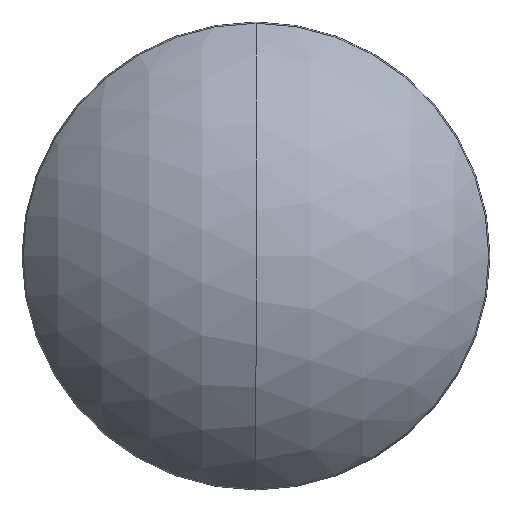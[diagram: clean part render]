
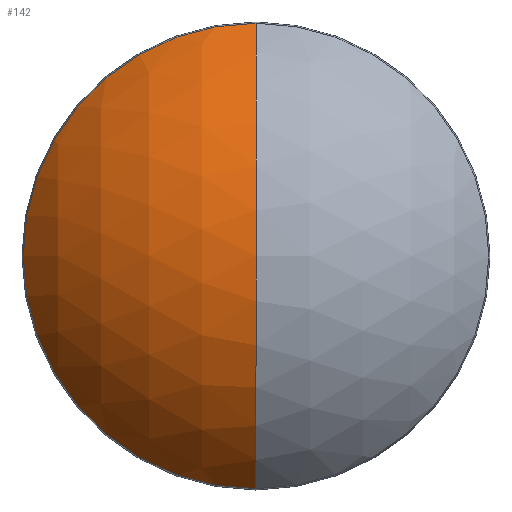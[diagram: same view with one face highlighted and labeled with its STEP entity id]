
A CAD part, top view. The second image highlights one B-rep face of the part: STEP entity #142.
In plain terms, the highlighted spherical face has radius 30.6 mm.
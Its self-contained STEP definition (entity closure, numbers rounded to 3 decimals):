
#9 = VERTEX_POINT ( 'NONE', #224 ) ;
#10 = EDGE_CURVE ( 'NONE', #362, #207, #23, .T. ) ;
#11 = FACE_OUTER_BOUND ( 'NONE', #130, .T. ) ;
#22 = DIRECTION ( 'NONE',  ( 0., -1., 0. ) ) ;
#23 = CIRCLE ( 'NONE', #93, 25.262 ) ;
#24 = CARTESIAN_POINT ( 'NONE',  ( -25.262, 0., -6.212 ) ) ;
#47 = CARTESIAN_POINT ( 'NONE',  ( 0., 25.262, -6.212 ) ) ;
#51 = DIRECTION ( 'NONE',  ( -1., 0., 0. ) ) ;
#62 = ORIENTED_EDGE ( 'NONE', *, *, #318, .T. ) ;
#65 = CARTESIAN_POINT ( 'NONE',  ( 0., -25.262, -6.212 ) ) ;
#93 = AXIS2_PLACEMENT_3D ( 'NONE', #167, #196, #51 ) ;
#96 = ORIENTED_EDGE ( 'NONE', *, *, #334, .T. ) ;
#105 = DIRECTION ( 'NONE',  ( 0., 0., 1. ) ) ;
#120 = AXIS2_PLACEMENT_3D ( 'NONE', #271, #105, #300 ) ;
#130 = EDGE_LOOP ( 'NONE', ( #218, #62, #96, #344 ) ) ;
#135 = DIRECTION ( 'NONE',  ( 1., 0., 0. ) ) ;
#139 = AXIS2_PLACEMENT_3D ( 'NONE', #358, #194, #22 ) ;
#142 = ADVANCED_FACE ( 'NONE', ( #11 ), #186, .T. ) ;
#155 = VERTEX_POINT ( 'NONE', #65 ) ;
#167 = CARTESIAN_POINT ( 'NONE',  ( 0., 0., -6.212 ) ) ;
#183 = AXIS2_PLACEMENT_3D ( 'NONE', #302, #135, #328 ) ;
#184 = DIRECTION ( 'NONE',  ( 0., 1., 0. ) ) ;
#186 = SPHERICAL_SURFACE ( 'NONE', #315, 30.6 ) ;
#194 = DIRECTION ( 'NONE',  ( -1., 0., 0. ) ) ;
#196 = DIRECTION ( 'NONE',  ( 0., 0., 1. ) ) ;
#207 = VERTEX_POINT ( 'NONE', #24 ) ;
#218 = ORIENTED_EDGE ( 'NONE', *, *, #10, .T. ) ;
#224 = CARTESIAN_POINT ( 'NONE',  ( 0., 0., 7.12 ) ) ;
#254 = CIRCLE ( 'NONE', #183, 30.6 ) ;
#259 = DIRECTION ( 'NONE',  ( -1., 0., 0. ) ) ;
#271 = CARTESIAN_POINT ( 'NONE',  ( 0., 0., -6.212 ) ) ;
#300 = DIRECTION ( 'NONE',  ( -1., 0., 0. ) ) ;
#302 = CARTESIAN_POINT ( 'NONE',  ( 0., 0., -23.48 ) ) ;
#312 = CIRCLE ( 'NONE', #120, 25.262 ) ;
#315 = AXIS2_PLACEMENT_3D ( 'NONE', #347, #259, #184 ) ;
#318 = EDGE_CURVE ( 'NONE', #207, #155, #312, .T. ) ;
#323 = CIRCLE ( 'NONE', #139, 30.6 ) ;
#328 = DIRECTION ( 'NONE',  ( 0., 0., -1. ) ) ;
#334 = EDGE_CURVE ( 'NONE', #155, #9, #323, .T. ) ;
#344 = ORIENTED_EDGE ( 'NONE', *, *, #355, .F. ) ;
#347 = CARTESIAN_POINT ( 'NONE',  ( 0., 0., -23.48 ) ) ;
#355 = EDGE_CURVE ( 'NONE', #362, #9, #254, .T. ) ;
#358 = CARTESIAN_POINT ( 'NONE',  ( 0., 0., -23.48 ) ) ;
#362 = VERTEX_POINT ( 'NONE', #47 ) ;
